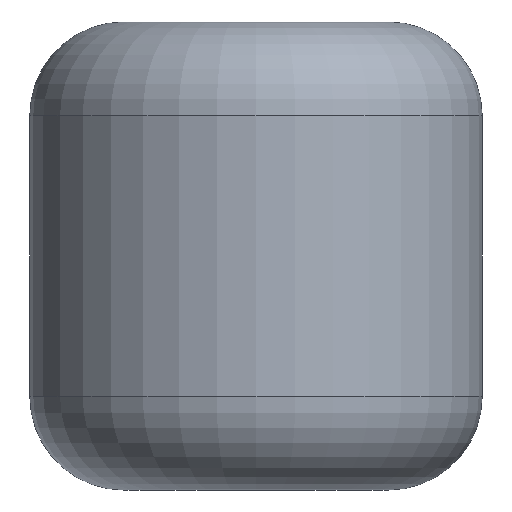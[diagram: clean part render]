
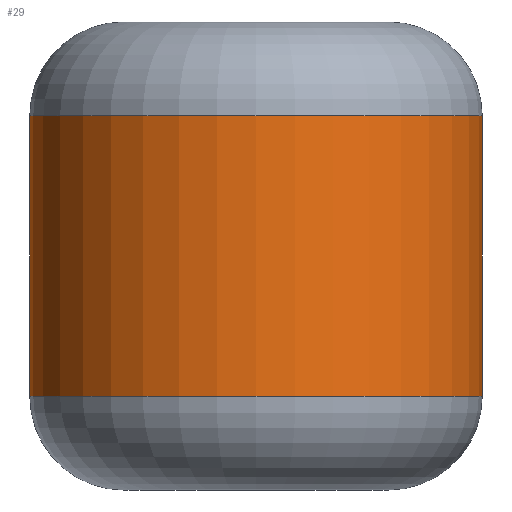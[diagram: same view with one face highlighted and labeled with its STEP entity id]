
A CAD part, front view. The second image highlights one B-rep face of the part: STEP entity #29.
In plain terms, the highlighted cylindrical face has radius 7.25 mm (diameter 14.5 mm), a partial arc.
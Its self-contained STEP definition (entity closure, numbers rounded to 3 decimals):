
#3 = EDGE_LOOP ( 'NONE', ( #139, #43, #120, #212 ) ) ;
#18 = CIRCLE ( 'NONE', #228, 7.25 ) ;
#23 = VERTEX_POINT ( 'NONE', #39 ) ;
#26 = CARTESIAN_POINT ( 'NONE',  ( 7.25, 0., 15. ) ) ;
#29 = ADVANCED_FACE ( 'NONE', ( #94 ), #61, .T. ) ;
#30 = VECTOR ( 'NONE', #133, 1000. ) ;
#39 = CARTESIAN_POINT ( 'NONE',  ( 7.25, 0., 3. ) ) ;
#42 = AXIS2_PLACEMENT_3D ( 'NONE', #57, #207, #72 ) ;
#43 = ORIENTED_EDGE ( 'NONE', *, *, #220, .T. ) ;
#51 = DIRECTION ( 'NONE',  ( 0., 0., -1. ) ) ;
#57 = CARTESIAN_POINT ( 'NONE',  ( 0., 0., 12. ) ) ;
#61 = CYLINDRICAL_SURFACE ( 'NONE', #193, 7.25 ) ;
#64 = DIRECTION ( 'NONE',  ( 0., 0., -1. ) ) ;
#70 = DIRECTION ( 'NONE',  ( 1., 0., 0. ) ) ;
#72 = DIRECTION ( 'NONE',  ( 1., 0., 0. ) ) ;
#90 = VERTEX_POINT ( 'NONE', #221 ) ;
#91 = EDGE_CURVE ( 'NONE', #127, #189, #184, .T. ) ;
#94 = FACE_OUTER_BOUND ( 'NONE', #3, .T. ) ;
#113 = EDGE_CURVE ( 'NONE', #189, #23, #18, .T. ) ;
#120 = ORIENTED_EDGE ( 'NONE', *, *, #91, .T. ) ;
#127 = VERTEX_POINT ( 'NONE', #167 ) ;
#133 = DIRECTION ( 'NONE',  ( 0., 0., -1. ) ) ;
#139 = ORIENTED_EDGE ( 'NONE', *, *, #160, .F. ) ;
#140 = CARTESIAN_POINT ( 'NONE',  ( -7.25, 0., 3. ) ) ;
#151 = CARTESIAN_POINT ( 'NONE',  ( -7.25, 0., 15. ) ) ;
#159 = DIRECTION ( 'NONE',  ( -1., 0., 0. ) ) ;
#160 = EDGE_CURVE ( 'NONE', #90, #23, #166, .T. ) ;
#166 = LINE ( 'NONE', #26, #30 ) ;
#167 = CARTESIAN_POINT ( 'NONE',  ( -7.25, 0., 12. ) ) ;
#180 = CARTESIAN_POINT ( 'NONE',  ( 0., 0., 15. ) ) ;
#184 = LINE ( 'NONE', #151, #188 ) ;
#186 = CARTESIAN_POINT ( 'NONE',  ( 0., 0., 3. ) ) ;
#188 = VECTOR ( 'NONE', #51, 1000. ) ;
#189 = VERTEX_POINT ( 'NONE', #140 ) ;
#193 = AXIS2_PLACEMENT_3D ( 'NONE', #180, #64, #159 ) ;
#200 = CIRCLE ( 'NONE', #42, 7.25 ) ;
#203 = DIRECTION ( 'NONE',  ( 0., 0., 1. ) ) ;
#207 = DIRECTION ( 'NONE',  ( 0., 0., -1. ) ) ;
#212 = ORIENTED_EDGE ( 'NONE', *, *, #113, .T. ) ;
#220 = EDGE_CURVE ( 'NONE', #90, #127, #200, .T. ) ;
#221 = CARTESIAN_POINT ( 'NONE',  ( 7.25, 0., 12. ) ) ;
#228 = AXIS2_PLACEMENT_3D ( 'NONE', #186, #203, #70 ) ;
